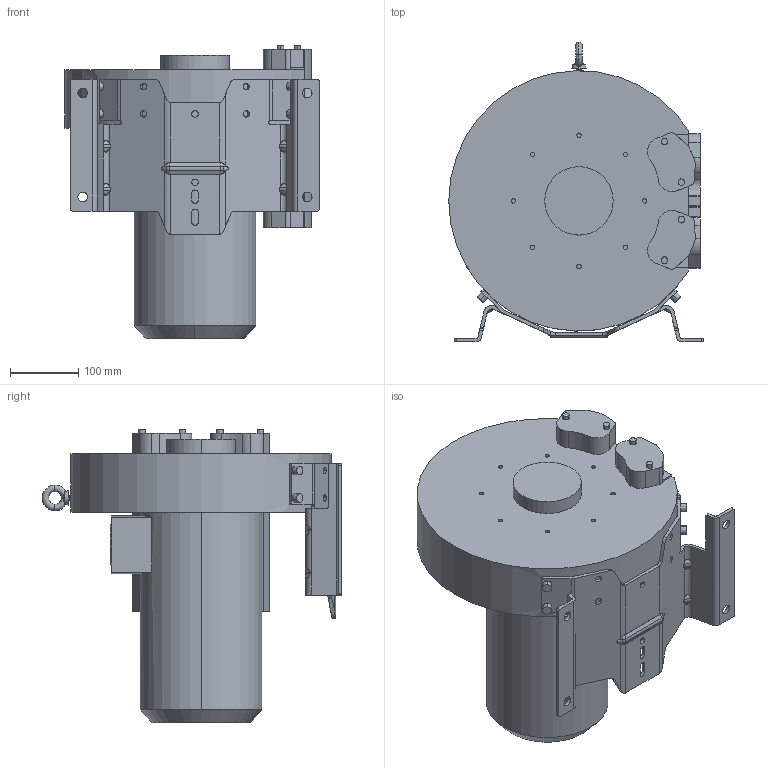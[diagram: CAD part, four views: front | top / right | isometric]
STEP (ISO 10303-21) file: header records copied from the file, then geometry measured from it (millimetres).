
FILE_DESCRIPTION(/* description */ (''),/* implementation_level */ '2;1');
FILE_NAME(/* name */ '4RB510-0AQ26-1-JT-.stp',/* time_stamp */ '2025-07-21T14:41:43+08:00',/* author */ (''),/* organization */ (''),/* preprocessor_version */ 'ST-DEVELOPER v16',/* originating_system */ 'SIEMENS PLM Software NX 10.0',/* authorisation */ '');
FILE_SCHEMA (('AP203_CONFIGURATION_CONTROLLED_3D_DESIGN_OF_MECHANICAL_PARTS_AND_ASSEMBLIES_MIM_LF { 1 0 10303 403 2 1 2}'));
Length unit declared in the file: millimetre
Products named in the file (1): Admi1FF8BDE0qk5i
Bounding box: 371.7 x 437.84 x 429.21 mm (x, y, z)
Volume: 19593766.1 mm3; surface area: 801091.8 mm2
Topology: 1 solids, 1 shells, 513 faces, 1304 edges, 832 vertices
Faces by surface type: cylinder 244, plane 170, bspline 78, torus 10, cone 7, sphere 4
Full cylindrical faces by diameter (mm): 26 x1, 59 x1
Entity records: 20575 total; most frequent: CARTESIAN_POINT 8646, ORIENTED_EDGE 2600, DIRECTION 2283, EDGE_CURVE 1300, AXIS2_PLACEMENT_3D 864, VERTEX_POINT 830, EDGE_LOOP 580, LINE 555
